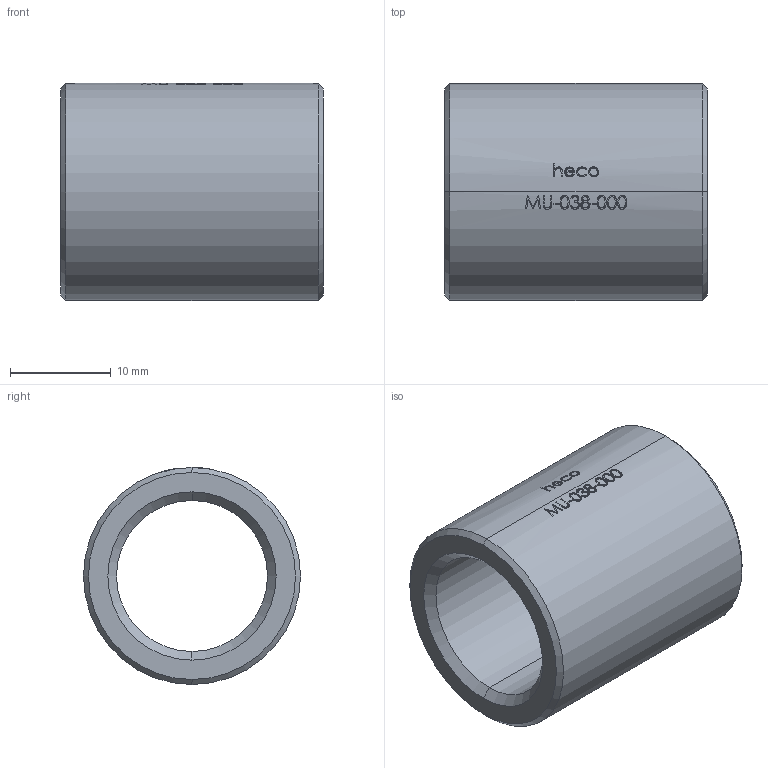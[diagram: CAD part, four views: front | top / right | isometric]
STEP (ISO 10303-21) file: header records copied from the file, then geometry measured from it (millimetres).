
FILE_DESCRIPTION (( 'STEP AP214' ), '1' );
FILE_NAME ('MU-038-000-x Muffe heco.STEP', '2018-05-16T12:59:24', ( '' ), ( '' ), 'SwSTEP 2.0', 'SolidWorks 2016', '' );
FILE_SCHEMA (( 'AUTOMOTIVE_DESIGN' ));
Length unit declared in the file: millimetre
Products named in the file (1): MU-038-000-x Muffe heco
Bounding box: 26 x 21.5 x 21.5 mm (x, y, z)
Volume: 4822.6 mm3; surface area: 3269.7 mm2
Topology: 1 solids, 1 shells, 188 faces, 484 edges, 320 vertices
Faces by surface type: bspline 120, plane 34, cylinder 26, cone 8
Entity records: 17790 total; most frequent: CARTESIAN_POINT 12399, ORIENTED_EDGE 968, EDGE_CURVE 484, B_SPLINE_CURVE_WITH_KNOTS 374, VERTEX_POINT 320, DIRECTION 292, EDGE_LOOP 212, FACE_OUTER_BOUND 188
